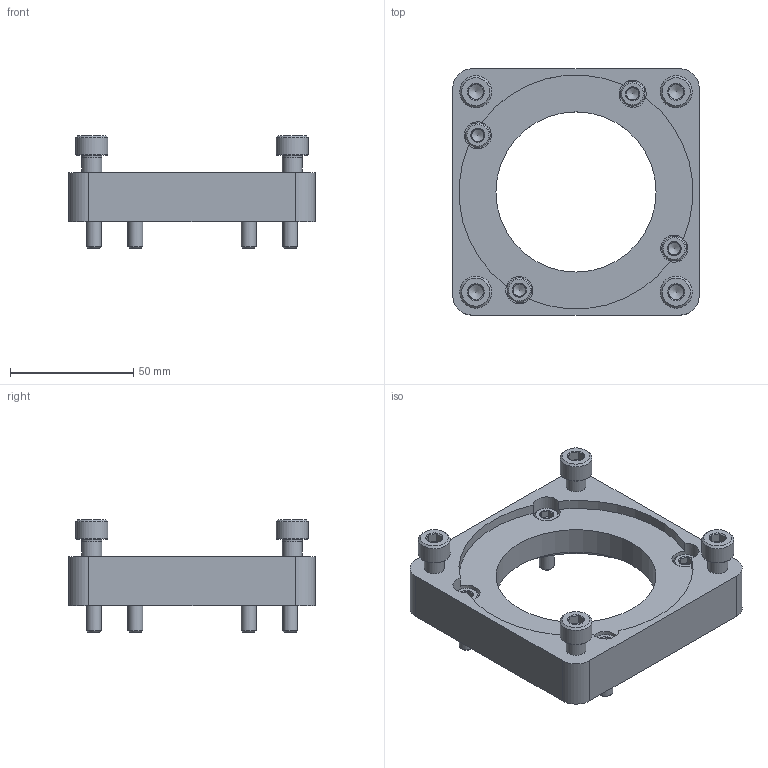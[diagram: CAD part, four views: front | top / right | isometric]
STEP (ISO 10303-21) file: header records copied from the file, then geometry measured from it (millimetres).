
FILE_DESCRIPTION(/* description */ ('STEP AP214'),/* implementation_level */ '2;1');
FILE_NAME(/* name */ '1593628_EAMF-A-77A-100A',/* time_stamp */ '2024-08-26T21:18:26+02:00',/* author */ ('License CC BY-ND 4.0'),/* organization */ ('CADENAS'),/* preprocessor_version */ 'ST-DEVELOPER v19.3',/* originating_system */ 'PARTsolutions',/* authorisation */ ' ');
FILE_SCHEMA (('AUTOMOTIVE_DESIGN {1 0 10303 214 3 1 1}'));
Length unit declared in the file: millimetre
Products named in the file (4): 1593628 EAMF-A-77A-100A---(0); 1593628 EAMF-A-77A-100A(1A10); DIN-912 - M6x20(F); DIN-912 - M8x20(F)
Assembly tree (9 placements, depth 2):
  1593628 EAMF-A-77A-100A---(0)
    1593628 EAMF-A-77A-100A(1A10)
    DIN-912 - M6x20(F)  x4
    DIN-912 - M8x20(F)  x4
Bounding box: 100 x 100 x 45.8 mm (x, y, z)
Volume: 115644.7 mm3; surface area: 35940.9 mm2
Topology: 9 solids, 9 shells, 266 faces, 530 edges, 292 vertices
Faces by surface type: plane 132, cone 96, cylinder 38
Full cylindrical faces by diameter (mm): 6 x4, 6.6 x4, 6.647 x4, 8 x4, 10 x4, 11 x4, 13 x4, 65 x1, 77 x1
Entity records: 2565 total; most frequent: DIRECTION 460, CARTESIAN_POINT 442, ORIENTED_EDGE 328, AXIS2_PLACEMENT_3D 200, EDGE_CURVE 164, FACE_BOUND 154, EDGE_LOOP 148, VERTEX_POINT 118
